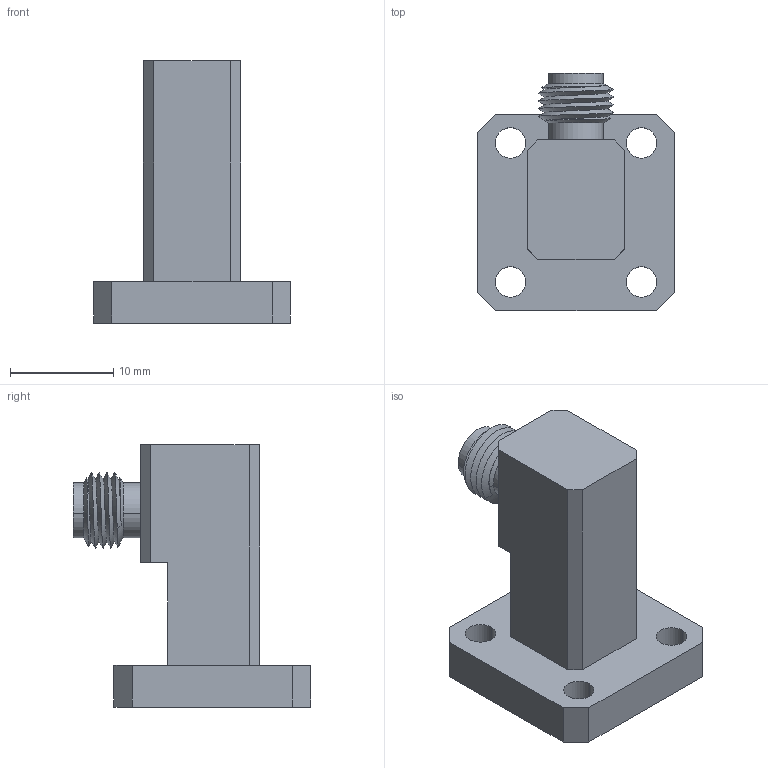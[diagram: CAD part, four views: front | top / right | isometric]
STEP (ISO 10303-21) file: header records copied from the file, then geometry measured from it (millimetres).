
FILE_DESCRIPTION (( 'STEP AP214' ), '1' );
FILE_NAME ('SWC-222F-R1-599.STEP', '2018-04-06T18:57:50', ( '' ), ( '' ), 'SwSTEP 2.0', 'SolidWorks 2016', '' );
FILE_SCHEMA (( 'AUTOMOTIVE_DESIGN' ));
Length unit declared in the file: inch
Products named in the file (1): SWC-222F-R1-599
Bounding box: 19.05 x 22.99 x 25.4 mm (x, y, z)
Volume: 3521.6 mm3; surface area: 2229.1 mm2
Topology: 2 solids, 2 shells, 49 faces, 122 edges, 80 vertices
Faces by surface type: plane 29, cylinder 14, cone 4, bspline 2
Entity records: 2844 total; most frequent: CARTESIAN_POINT 972, ORIENTED_EDGE 244, DIRECTION 236, EDGE_CURVE 122, LINE 84, VECTOR 84, VERTEX_POINT 80, AXIS2_PLACEMENT_3D 76
